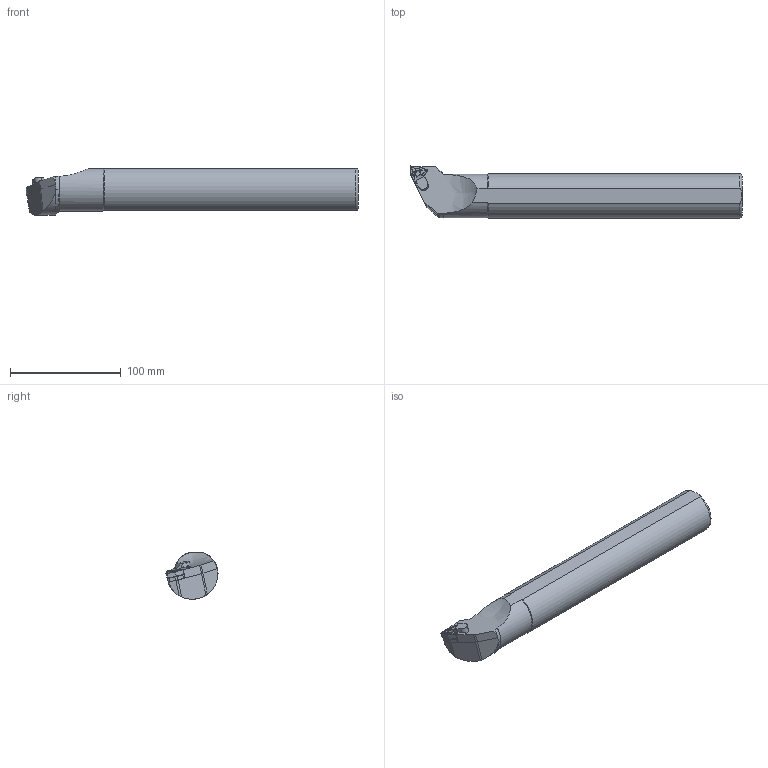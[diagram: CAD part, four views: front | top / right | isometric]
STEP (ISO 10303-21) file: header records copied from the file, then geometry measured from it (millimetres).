
FILE_DESCRIPTION(/* description */ (''),/* implementation_level */ '2;1');
FILE_NAME(/* name */ 'A40T-PWLNL-08C.stp',/* time_stamp */ '2023-10-20T12:17:49+03:00',/* author */ (''),/* organization */ (''),/* preprocessor_version */ 'ST-DEVELOPER v19.4',/* originating_system */ 'SIEMENS PLM Software NX2306.3001',/* authorisation */ '');
FILE_SCHEMA (('AUTOMOTIVE_DESIGN { 1 0 10303 214 3 1 1 1 }'));
Length unit declared in the file: millimetre
Products named in the file (1): A40T-PWLNR-08C
Bounding box: 300 x 47 x 41.91 mm (x, y, z)
Volume: 349075.2 mm3; surface area: 39562.5 mm2
Topology: 2 solids, 2 shells, 127 faces, 341 edges, 225 vertices
Faces by surface type: plane 73, cylinder 29, cone 23, torus 1, bspline 1
Full cylindrical faces by diameter (mm): 5.1 x1
Entity records: 4774 total; most frequent: CARTESIAN_POINT 1157, ORIENTED_EDGE 668, DIRECTION 639, EDGE_CURVE 334, AXIS2_PLACEMENT_3D 225, VERTEX_POINT 222, LINE 189, VECTOR 189
